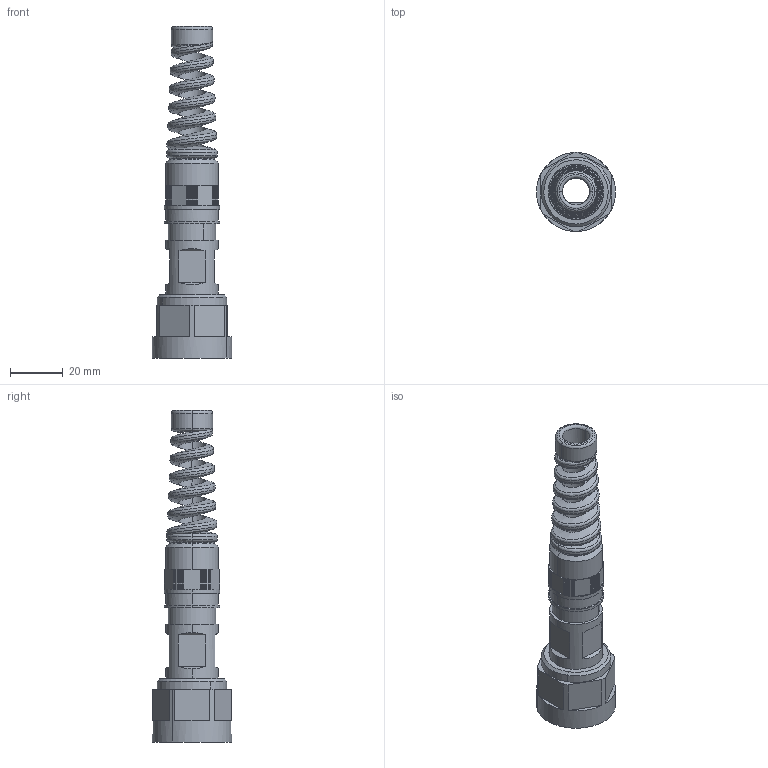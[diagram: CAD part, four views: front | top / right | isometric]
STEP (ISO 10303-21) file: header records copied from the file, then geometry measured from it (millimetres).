
FILE_DESCRIPTION(('CATIA V5 STEP Exchange','CAx-IF Rec.Pracs.--- Model Styling and Organization---1.4--- 2014-01-23'),'2;1');
FILE_NAME ('003244-4_0_1012460000_1012460000.stp','2022-02-22T15:13:57+00:00',('none'),('Weidmueller'),'CATIA Version 5-6 Release 2016 SP3 HF44','CATIA V5 STEP AP214','none');
FILE_SCHEMA(('AUTOMOTIVE_DESIGN { 1 0 10303 214 1 1 1 1 }'));
Length unit declared in the file: millimetre
Products named in the file (1): 1012460000
Bounding box: 30 x 30 x 125.96 mm (x, y, z)
Volume: 19725.8 mm3; surface area: 21348.8 mm2
Topology: 5 solids, 5 shells, 402 faces, 1088 edges, 707 vertices
Faces by surface type: plane 211, cylinder 132, cone 24, torus 24, bspline 7, sphere 4
Entity records: 15857 total; most frequent: CARTESIAN_POINT 6423, ORIENTED_EDGE 2168, DIRECTION 1539, EDGE_CURVE 1084, VERTEX_POINT 707, AXIS2_PLACEMENT_3D 626, VECTOR 591, LINE 591
